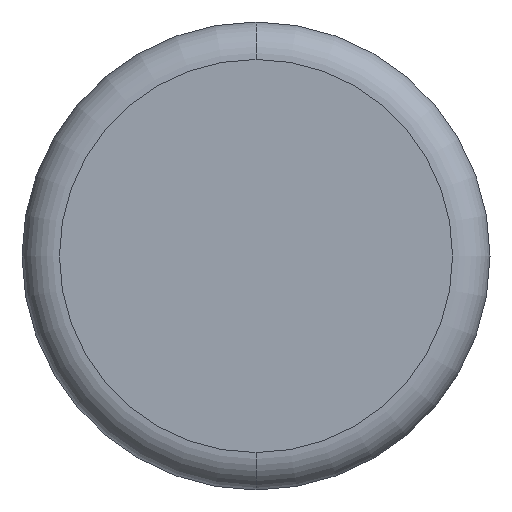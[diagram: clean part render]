
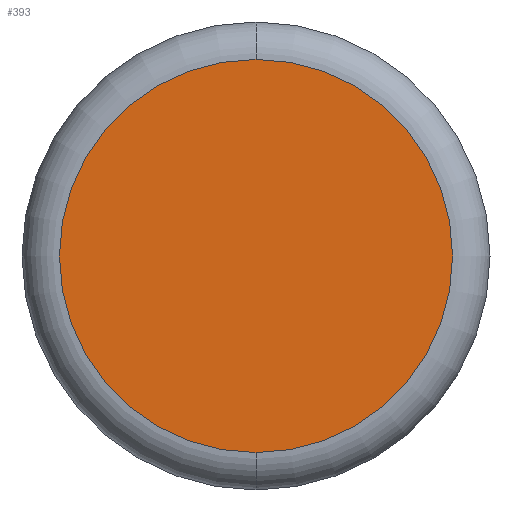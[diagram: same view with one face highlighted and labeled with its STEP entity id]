
A CAD part, front view. The second image highlights one B-rep face of the part: STEP entity #393.
In plain terms, the highlighted planar face has unit normal (0, -1, 0).
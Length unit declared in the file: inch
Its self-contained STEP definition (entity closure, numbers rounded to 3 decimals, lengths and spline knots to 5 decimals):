
#3 = CARTESIAN_POINT ( 'NONE',  ( 0., 0., -0.0525 ) ) ;
#8 = DIRECTION ( 'NONE',  ( 0., -1., 0. ) ) ;
#28 = PLANE ( 'NONE',  #263 ) ;
#31 = DIRECTION ( 'NONE',  ( 0., 0., -1. ) ) ;
#53 = DIRECTION ( 'NONE',  ( 0., -1., 0. ) ) ;
#71 = CARTESIAN_POINT ( 'NONE',  ( 0., 0., 0. ) ) ;
#73 = DIRECTION ( 'NONE',  ( 0., 0., -1. ) ) ;
#109 = EDGE_CURVE ( 'NONE', #318, #185, #323, .T. ) ;
#116 = ORIENTED_EDGE ( 'NONE', *, *, #285, .T. ) ;
#148 = CARTESIAN_POINT ( 'NONE',  ( 0., 0., 0. ) ) ;
#164 = AXIS2_PLACEMENT_3D ( 'NONE', #71, #358, #73 ) ;
#185 = VERTEX_POINT ( 'NONE', #3 ) ;
#241 = DIRECTION ( 'NONE',  ( 0., 0., -1. ) ) ;
#250 = CARTESIAN_POINT ( 'NONE',  ( 0., 0., 0.0525 ) ) ;
#263 = AXIS2_PLACEMENT_3D ( 'NONE', #148, #8, #241 ) ;
#281 = AXIS2_PLACEMENT_3D ( 'NONE', #396, #53, #31 ) ;
#285 = EDGE_CURVE ( 'NONE', #185, #318, #344, .T. ) ;
#311 = EDGE_LOOP ( 'NONE', ( #116, #313 ) ) ;
#313 = ORIENTED_EDGE ( 'NONE', *, *, #109, .T. ) ;
#318 = VERTEX_POINT ( 'NONE', #250 ) ;
#323 = CIRCLE ( 'NONE', #281, 0.0525 ) ;
#333 = FACE_OUTER_BOUND ( 'NONE', #311, .T. ) ;
#344 = CIRCLE ( 'NONE', #164, 0.0525 ) ;
#358 = DIRECTION ( 'NONE',  ( 0., -1., 0. ) ) ;
#393 = ADVANCED_FACE ( 'NONE', ( #333 ), #28, .T. ) ;
#396 = CARTESIAN_POINT ( 'NONE',  ( 0., 0., 0. ) ) ;
